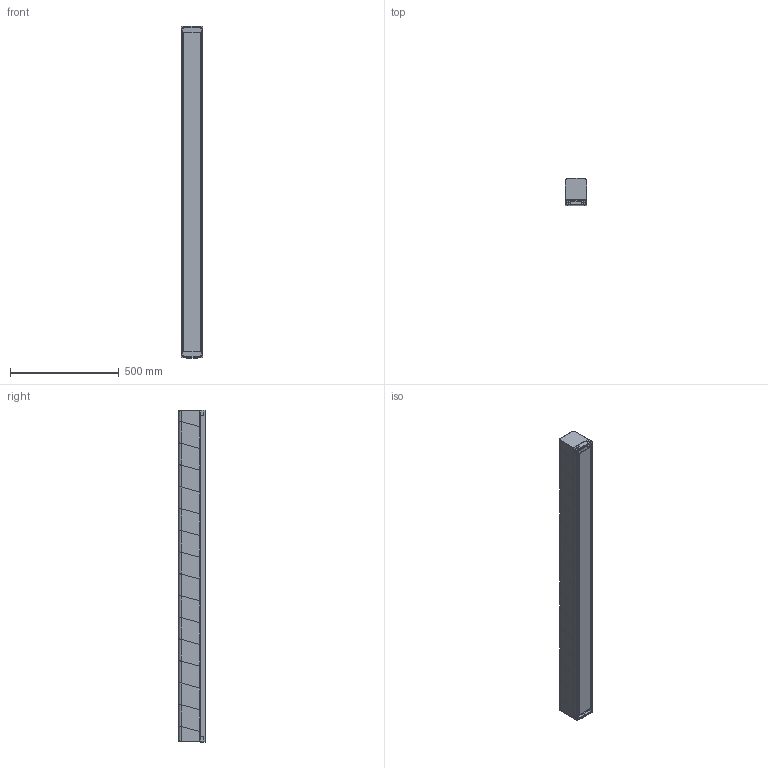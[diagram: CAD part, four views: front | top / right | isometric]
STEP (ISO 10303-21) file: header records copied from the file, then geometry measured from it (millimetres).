
FILE_DESCRIPTION (( 'STEP AP214' ), '1' );
FILE_NAME ('1701-6390 AD SENTIR bumper 100-120 LO 2_5 ft.STEP', '2025-04-16T18:05:05', ( '' ), ( '' ), 'SwSTEP 2.0', 'SolidWorks 2024', '' );
FILE_SCHEMA (( 'AUTOMOTIVE_DESIGN' ));
Length unit declared in the file: inch
Products named in the file (1): 1701-6390 AD SENTIR bumper 100-120 LO 2_5 ft
Bounding box: 100 x 121.5 x 1524.5 mm (x, y, z)
Volume: 15126315.2 mm3; surface area: 2528444 mm2
Topology: 32 solids, 32 shells, 697 faces, 1555 edges, 922 vertices
Faces by surface type: plane 417, cylinder 188, bspline 60, torus 24, cone 8
Entity records: 24029 total; most frequent: CARTESIAN_POINT 8755, ORIENTED_EDGE 3110, DIRECTION 2883, EDGE_CURVE 1555, LINE 1023, VECTOR 1023, AXIS2_PLACEMENT_3D 930, VERTEX_POINT 922
